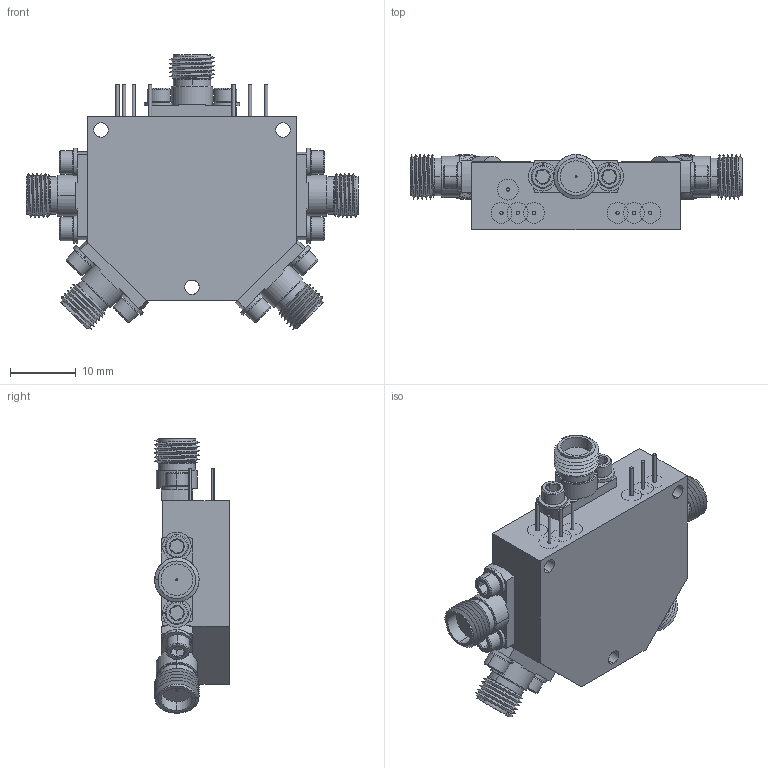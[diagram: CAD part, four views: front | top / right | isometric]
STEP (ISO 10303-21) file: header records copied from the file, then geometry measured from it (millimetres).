
FILE_DESCRIPTION (( 'STEP AP203' ), '1' );
FILE_NAME ('SK4-0524435060-KFKF-A3, CTRLD.STEP', '2018-09-12T17:00:22', ( '' ), ( '' ), 'SwSTEP 2.0', 'SolidWorks 2016', '' );
FILE_SCHEMA (( 'CONFIG_CONTROL_DESIGN' ));
Products named in the file (1): SK4-0524435060-KFKF-A3, CTRLD
Bounding box: 50.65 x 11.39 x 41.84 mm (x, y, z)
Volume: 10092.8 mm3; surface area: 7567.1 mm2
Topology: 34 solids, 34 shells, 2211 faces, 5866 edges, 3855 vertices
Faces by surface type: cylinder 842, plane 686, bspline 528, cone 155
Entity records: 128054 total; most frequent: CARTESIAN_POINT 80638, ORIENTED_EDGE 11732, DIRECTION 6600, EDGE_CURVE 5866, VERTEX_POINT 3855, B_SPLINE_CURVE_WITH_KNOTS 3284, EDGE_LOOP 2379, AXIS2_PLACEMENT_3D 2363
